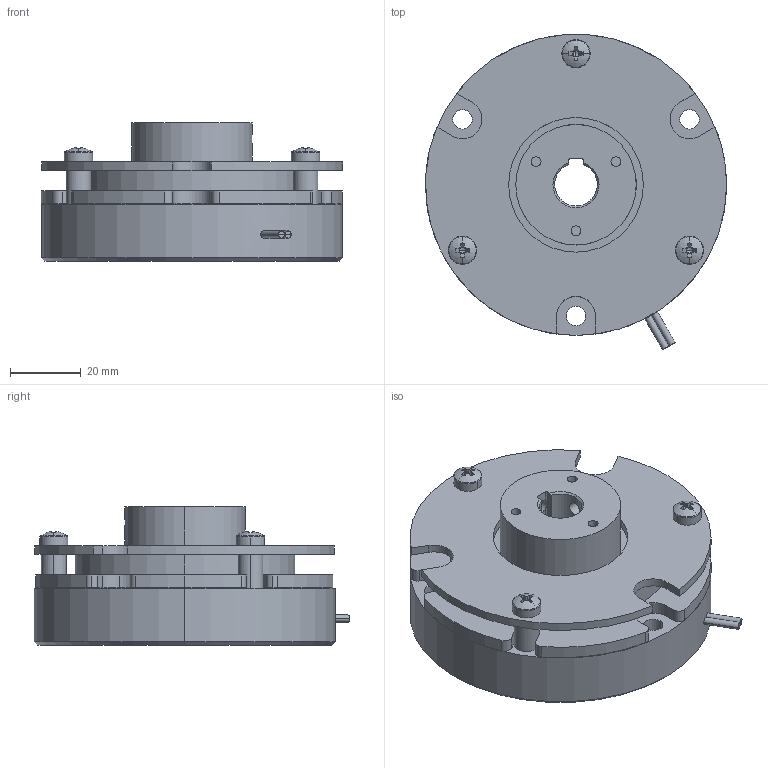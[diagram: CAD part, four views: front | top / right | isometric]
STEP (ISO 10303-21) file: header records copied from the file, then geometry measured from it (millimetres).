
FILE_DESCRIPTION (( 'STEP AP203' ), '1' );
FILE_NAME ('RNB 0.4ZG-N_23779100.STEP', '2016-06-16T00:28:41', ( ' ' ), ( '' ), 'SwSTEP 2.0', 'SolidWorks 2009', '' );
FILE_SCHEMA (( 'CONFIG_CONTROL_DESIGN' ));
Length unit declared in the file: millimetre
Products named in the file (1): RNB 0.4ZG-N_23779100
Bounding box: 85 x 89.02 x 39 mm (x, y, z)
Volume: 132401.5 mm3; surface area: 45690.8 mm2
Topology: 1 solids, 4 shells, 329 faces, 821 edges, 516 vertices
Faces by surface type: plane 141, cylinder 134, cone 32, sphere 12, torus 10
Entity records: 10172 total; most frequent: CARTESIAN_POINT 1993, DIRECTION 1835, ORIENTED_EDGE 1610, EDGE_CURVE 805, AXIS2_PLACEMENT_3D 742, VERTEX_POINT 516, CIRCLE 412, EDGE_LOOP 385
